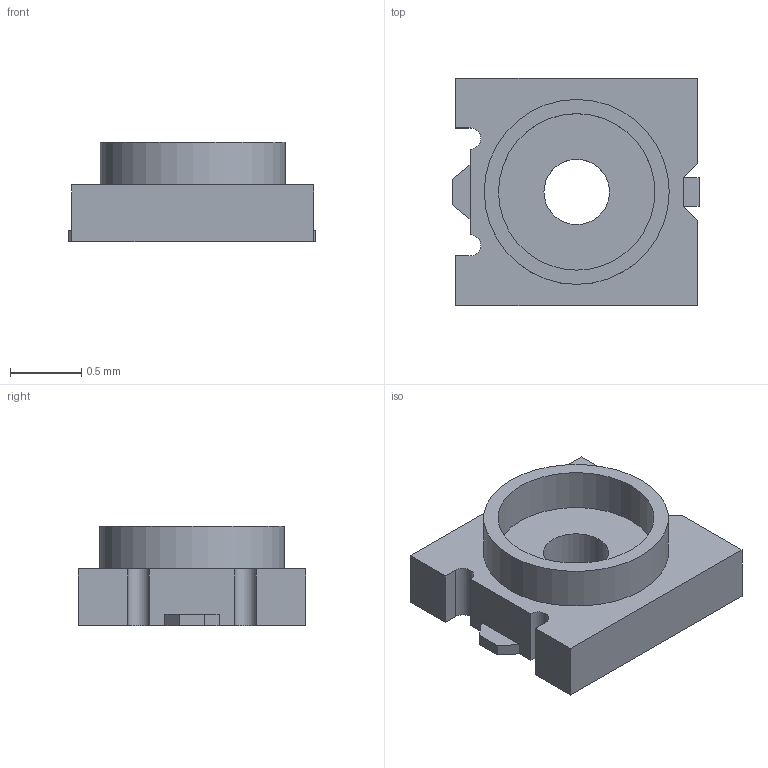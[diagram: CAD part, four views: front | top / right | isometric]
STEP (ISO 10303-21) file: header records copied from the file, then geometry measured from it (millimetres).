
FILE_DESCRIPTION(/* description */ ('STEP AP242','CAx-IF Rec.Pracs.---Representation and Presentation of Product Manufacturing Information (PMI)---4.0---2014-10-13','CAx-IF Rec.Pracs.---3D Tessellated Geometry---0.4---2014-09-14','2;1'),/* implementation_level */ '2;1');
FILE_NAME(/* name */ '677a3a7a47ab0e734a3372de',/* time_stamp */ '2025-01-05T07:53:30Z',/* author */ (''),/* organization */ (''),/* preprocessor_version */ 'ST-DEVELOPER v20',/* originating_system */ 'ONSHAPE BY PTC INC, 1.191',/* authorisation */ ' ');
FILE_SCHEMA (('AP242_MANAGED_MODEL_BASED_3D_ENGINEERING_MIM_LF { 1 0 10303 442 1 1 4 }'));
Length unit declared in the file: metre
Products named in the file (3): Part 3; Part 1; Part 2
Bounding box: 1.73 x 1.6 x 0.7 mm (x, y, z)
Volume: 1.1 mm3; surface area: 10.7 mm2
Topology: 3 solids, 3 shells, 33 faces, 75 edges, 50 vertices
Faces by surface type: plane 28, cylinder 5
Full cylindrical faces by diameter (mm): 0.46 x1, 1.1 x1, 1.3 x1
Entity records: 981 total; most frequent: CARTESIAN_POINT 158, DIRECTION 154, ORIENTED_EDGE 144, EDGE_CURVE 72, LINE 62, VECTOR 62, VERTEX_POINT 50, AXIS2_PLACEMENT_3D 46
